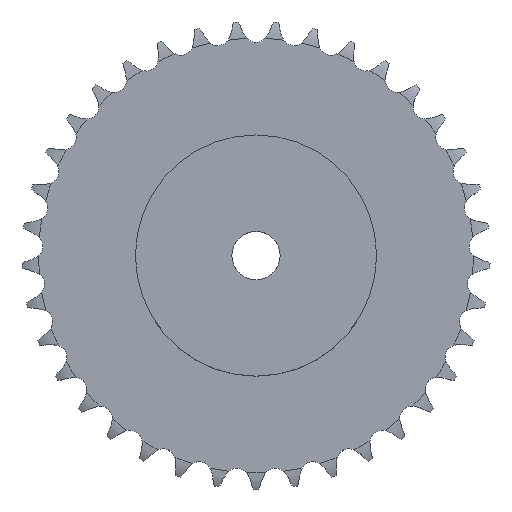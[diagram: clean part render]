
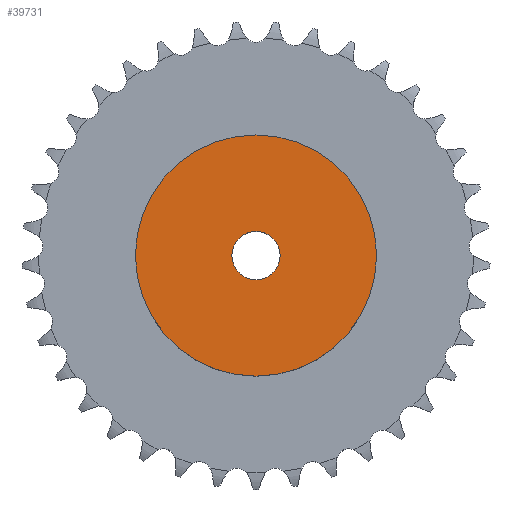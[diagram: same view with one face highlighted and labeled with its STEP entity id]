
A CAD part, top view. The second image highlights one B-rep face of the part: STEP entity #39731.
In plain terms, the highlighted planar face has unit normal (0, 0, 1).
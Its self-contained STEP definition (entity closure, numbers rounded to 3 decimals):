
#4593 = CYLINDRICAL_SURFACE('',#4594,50.);
#4594 = AXIS2_PLACEMENT_3D('',#4595,#4596,#4597);
#4595 = CARTESIAN_POINT('',(0.,0.,0.));
#4596 = DIRECTION('',(-0.,-0.,-1.));
#4597 = DIRECTION('',(1.,0.,0.));
#24862 = VERTEX_POINT('',#24863);
#24863 = CARTESIAN_POINT('',(50.,0.,35.));
#24884 = EDGE_CURVE('',#24862,#24862,#24885,.T.);
#24885 = SURFACE_CURVE('',#24886,(#24891,#24898),.PCURVE_S1.);
#24886 = CIRCLE('',#24887,50.);
#24887 = AXIS2_PLACEMENT_3D('',#24888,#24889,#24890);
#24888 = CARTESIAN_POINT('',(0.,0.,35.));
#24889 = DIRECTION('',(0.,0.,1.));
#24890 = DIRECTION('',(1.,0.,0.));
#24891 = PCURVE('',#4593,#24892);
#24892 = DEFINITIONAL_REPRESENTATION('',(#24893),#24897);
#24893 = LINE('',#24894,#24895);
#24894 = CARTESIAN_POINT('',(-0.,-35.));
#24895 = VECTOR('',#24896,1.);
#24896 = DIRECTION('',(-1.,0.));
#24897 = ( GEOMETRIC_REPRESENTATION_CONTEXT(2) 
PARAMETRIC_REPRESENTATION_CONTEXT() REPRESENTATION_CONTEXT('2D SPACE',''
  ) );
#24898 = PCURVE('',#24899,#24904);
#24899 = PLANE('',#24900);
#24900 = AXIS2_PLACEMENT_3D('',#24901,#24902,#24903);
#24901 = CARTESIAN_POINT('',(0.,0.,35.)
  );
#24902 = DIRECTION('',(0.,0.,1.));
#24903 = DIRECTION('',(1.,0.,0.));
#24904 = DEFINITIONAL_REPRESENTATION('',(#24905),#24909);
#24905 = CIRCLE('',#24906,50.);
#24906 = AXIS2_PLACEMENT_2D('',#24907,#24908);
#24907 = CARTESIAN_POINT('',(0.,0.));
#24908 = DIRECTION('',(1.,0.));
#24909 = ( GEOMETRIC_REPRESENTATION_CONTEXT(2) 
PARAMETRIC_REPRESENTATION_CONTEXT() REPRESENTATION_CONTEXT('2D SPACE',''
  ) );
#33636 = CYLINDRICAL_SURFACE('',#33637,10.);
#33637 = AXIS2_PLACEMENT_3D('',#33638,#33639,#33640);
#33638 = CARTESIAN_POINT('',(0.,0.,292.273));
#33639 = DIRECTION('',(0.,0.,1.));
#33640 = DIRECTION('',(1.,0.,0.));
#39731 = ADVANCED_FACE('',(#39732,#39735),#24899,.T.);
#39732 = FACE_BOUND('',#39733,.T.);
#39733 = EDGE_LOOP('',(#39734));
#39734 = ORIENTED_EDGE('',*,*,#24884,.T.);
#39735 = FACE_BOUND('',#39736,.T.);
#39736 = EDGE_LOOP('',(#39737));
#39737 = ORIENTED_EDGE('',*,*,#39738,.F.);
#39738 = EDGE_CURVE('',#39739,#39739,#39741,.T.);
#39739 = VERTEX_POINT('',#39740);
#39740 = CARTESIAN_POINT('',(10.,0.,35.));
#39741 = SURFACE_CURVE('',#39742,(#39747,#39754),.PCURVE_S1.);
#39742 = CIRCLE('',#39743,10.);
#39743 = AXIS2_PLACEMENT_3D('',#39744,#39745,#39746);
#39744 = CARTESIAN_POINT('',(0.,0.,35.));
#39745 = DIRECTION('',(0.,0.,1.));
#39746 = DIRECTION('',(1.,0.,0.));
#39747 = PCURVE('',#24899,#39748);
#39748 = DEFINITIONAL_REPRESENTATION('',(#39749),#39753);
#39749 = CIRCLE('',#39750,10.);
#39750 = AXIS2_PLACEMENT_2D('',#39751,#39752);
#39751 = CARTESIAN_POINT('',(0.,0.));
#39752 = DIRECTION('',(1.,0.));
#39753 = ( GEOMETRIC_REPRESENTATION_CONTEXT(2) 
PARAMETRIC_REPRESENTATION_CONTEXT() REPRESENTATION_CONTEXT('2D SPACE',''
  ) );
#39754 = PCURVE('',#33636,#39755);
#39755 = DEFINITIONAL_REPRESENTATION('',(#39756),#39760);
#39756 = LINE('',#39757,#39758);
#39757 = CARTESIAN_POINT('',(0.,-257.273));
#39758 = VECTOR('',#39759,1.);
#39759 = DIRECTION('',(1.,0.));
#39760 = ( GEOMETRIC_REPRESENTATION_CONTEXT(2) 
PARAMETRIC_REPRESENTATION_CONTEXT() REPRESENTATION_CONTEXT('2D SPACE',''
  ) );
